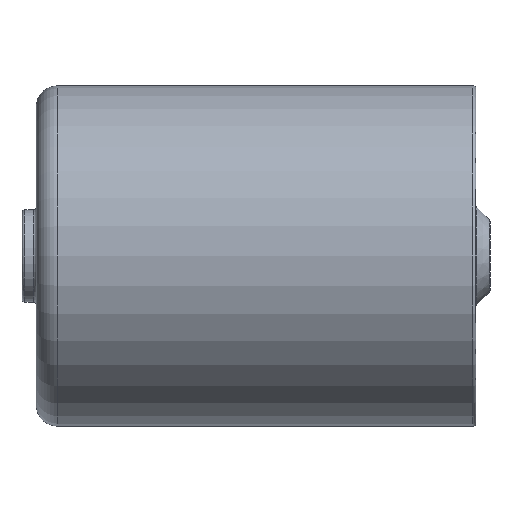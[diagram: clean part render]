
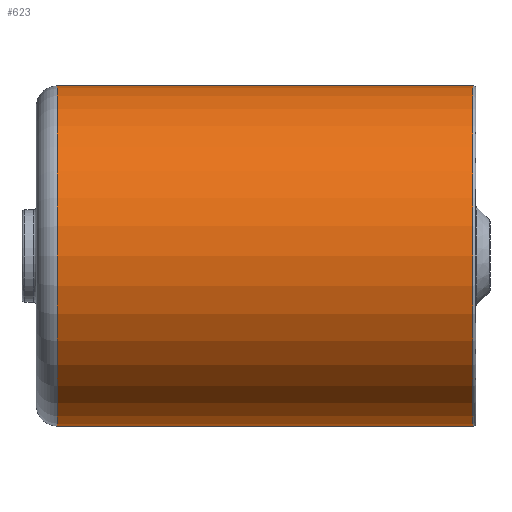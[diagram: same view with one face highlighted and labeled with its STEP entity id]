
A CAD part, front view. The second image highlights one B-rep face of the part: STEP entity #623.
In plain terms, the highlighted cylindrical face has radius 12 mm (diameter 24 mm), a partial arc.
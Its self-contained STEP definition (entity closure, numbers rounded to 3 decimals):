
#35 = CARTESIAN_POINT ( 'NONE',  ( 0., 0., -12. ) ) ;
#38 = CIRCLE ( 'NONE', #520, 12. ) ;
#43 = CARTESIAN_POINT ( 'NONE',  ( 34.927, 0., 12. ) ) ;
#59 = CARTESIAN_POINT ( 'NONE',  ( 0., 0., 0. ) ) ;
#64 = ORIENTED_EDGE ( 'NONE', *, *, #542, .T. ) ;
#67 = DIRECTION ( 'NONE',  ( 0., 0., 1. ) ) ;
#91 = VECTOR ( 'NONE', #433, 1000. ) ;
#111 = CARTESIAN_POINT ( 'NONE',  ( 0., 0., 12. ) ) ;
#150 = ORIENTED_EDGE ( 'NONE', *, *, #381, .F. ) ;
#157 = CYLINDRICAL_SURFACE ( 'NONE', #504, 12. ) ;
#256 = LINE ( 'NONE', #35, #91 ) ;
#289 = CARTESIAN_POINT ( 'NONE',  ( 34.927, 0., -12. ) ) ;
#329 = DIRECTION ( 'NONE',  ( -1., 0., 0. ) ) ;
#337 = DIRECTION ( 'NONE',  ( 0., 0., 1. ) ) ;
#343 = VERTEX_POINT ( 'NONE', #289 ) ;
#381 = EDGE_CURVE ( 'NONE', #343, #839, #256, .T. ) ;
#408 = ORIENTED_EDGE ( 'NONE', *, *, #742, .F. ) ;
#433 = DIRECTION ( 'NONE',  ( -1., 0., 0. ) ) ;
#441 = VERTEX_POINT ( 'NONE', #43 ) ;
#468 = ORIENTED_EDGE ( 'NONE', *, *, #642, .T. ) ;
#477 = AXIS2_PLACEMENT_3D ( 'NONE', #607, #599, #337 ) ;
#481 = VERTEX_POINT ( 'NONE', #643 ) ;
#487 = CIRCLE ( 'NONE', #477, 12. ) ;
#504 = AXIS2_PLACEMENT_3D ( 'NONE', #59, #586, #67 ) ;
#520 = AXIS2_PLACEMENT_3D ( 'NONE', #724, #329, #776 ) ;
#542 = EDGE_CURVE ( 'NONE', #441, #481, #659, .T. ) ;
#555 = FACE_OUTER_BOUND ( 'NONE', #583, .T. ) ;
#575 = DIRECTION ( 'NONE',  ( -1., 0., 0. ) ) ;
#583 = EDGE_LOOP ( 'NONE', ( #150, #468, #64, #408 ) ) ;
#586 = DIRECTION ( 'NONE',  ( -1., 0., 0. ) ) ;
#599 = DIRECTION ( 'NONE',  ( -1., 0., 0. ) ) ;
#607 = CARTESIAN_POINT ( 'NONE',  ( 5.627, 0., 0. ) ) ;
#623 = ADVANCED_FACE ( 'NONE', ( #555 ), #157, .T. ) ;
#642 = EDGE_CURVE ( 'NONE', #343, #441, #38, .T. ) ;
#643 = CARTESIAN_POINT ( 'NONE',  ( 5.627, 0., 12. ) ) ;
#659 = LINE ( 'NONE', #111, #729 ) ;
#724 = CARTESIAN_POINT ( 'NONE',  ( 34.927, 0., 0. ) ) ;
#729 = VECTOR ( 'NONE', #575, 1000. ) ;
#742 = EDGE_CURVE ( 'NONE', #839, #481, #487, .T. ) ;
#776 = DIRECTION ( 'NONE',  ( 0., 0., 1. ) ) ;
#806 = CARTESIAN_POINT ( 'NONE',  ( 5.627, 0., -12. ) ) ;
#839 = VERTEX_POINT ( 'NONE', #806 ) ;
